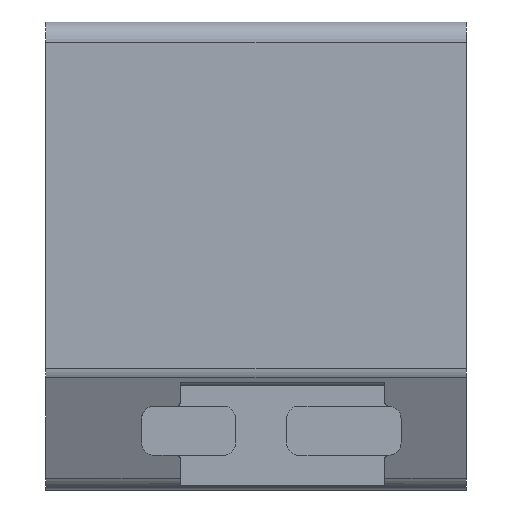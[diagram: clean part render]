
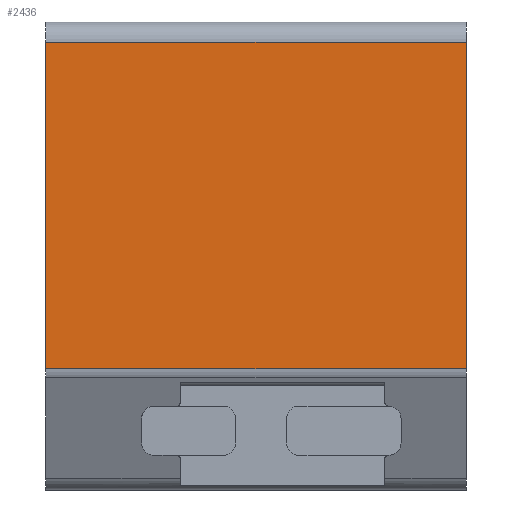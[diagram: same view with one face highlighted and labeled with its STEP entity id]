
A CAD part, left-side view. The second image highlights one B-rep face of the part: STEP entity #2436.
In plain terms, the highlighted planar face has unit normal (-1, 0, 0).
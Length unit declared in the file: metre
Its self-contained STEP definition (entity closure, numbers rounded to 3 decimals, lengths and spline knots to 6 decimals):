
#404=ORIENTED_EDGE('',*,*,#894,.T.);
#405=ORIENTED_EDGE('',*,*,#1104,.T.);
#406=ORIENTED_EDGE('',*,*,#949,.F.);
#407=ORIENTED_EDGE('',*,*,#1105,.T.);
#894=EDGE_CURVE('',#1261,#1260,#1499,.T.);
#949=EDGE_CURVE('',#1315,#1316,#1537,.T.);
#1104=EDGE_CURVE('',#1260,#1316,#1648,.F.);
#1105=EDGE_CURVE('',#1315,#1261,#1649,.T.);
#1260=VERTEX_POINT('',#3523);
#1261=VERTEX_POINT('',#3525);
#1315=VERTEX_POINT('',#3634);
#1316=VERTEX_POINT('',#3636);
#1499=LINE('',#3524,#1773);
#1537=LINE('',#3635,#1811);
#1648=LINE('',#3931,#1922);
#1649=LINE('',#3932,#1923);
#1773=VECTOR('',#2802,1.);
#1811=VECTOR('',#2876,1.);
#1922=VECTOR('',#3113,1.);
#1923=VECTOR('',#3114,1.);
#2070=EDGE_LOOP('',(#404,#405,#406,#407));
#2216=FACE_BOUND('',#2070,.T.);
#2352=PLANE('',#2645);
#2436=ADVANCED_FACE('',(#2216),#2352,.T.);
#2645=AXIS2_PLACEMENT_3D('',#3930,#3111,#3112);
#2802=DIRECTION('',(0.,0.,-1.));
#2876=DIRECTION('',(0.,0.,-1.));
#3111=DIRECTION('',(-1.,0.,0.));
#3112=DIRECTION('',(0.,-1.,0.));
#3113=DIRECTION('',(0.,1.,0.));
#3114=DIRECTION('',(0.,1.,0.));
#3523=CARTESIAN_POINT('',(-0.037,0.053,-0.001857));
#3524=CARTESIAN_POINT('',(-0.037,0.053,0.08));
#3525=CARTESIAN_POINT('',(-0.037,0.053,0.078));
#3634=CARTESIAN_POINT('',(-0.037,-0.05,0.078));
#3635=CARTESIAN_POINT('',(-0.037,-0.05,0.08));
#3636=CARTESIAN_POINT('',(-0.037,-0.05,-0.001857));
#3930=CARTESIAN_POINT('',(-0.037,0.,0.08));
#3931=CARTESIAN_POINT('',(-0.037,0.,-0.001857));
#3932=CARTESIAN_POINT('',(-0.037,0.,0.078));
